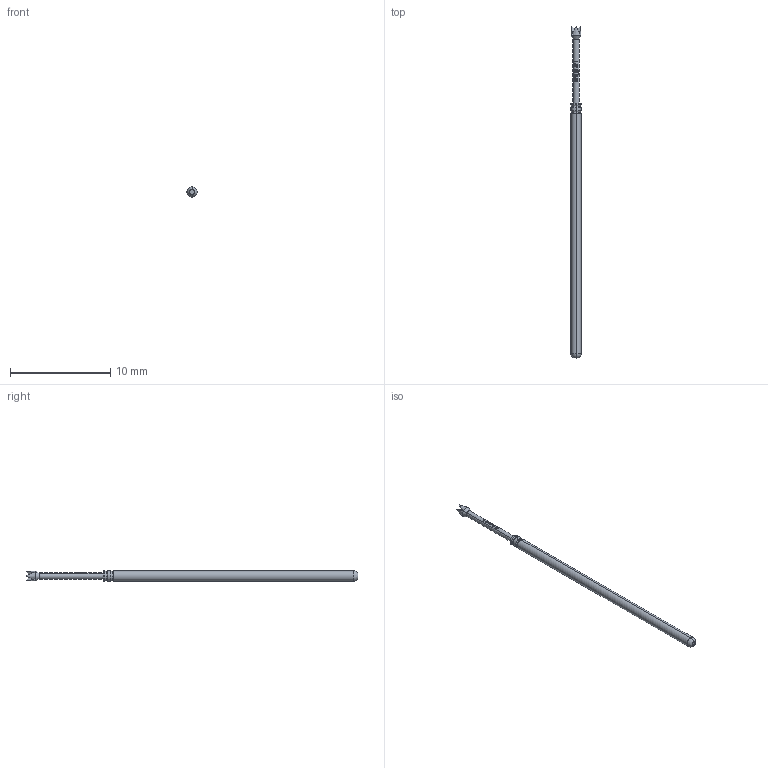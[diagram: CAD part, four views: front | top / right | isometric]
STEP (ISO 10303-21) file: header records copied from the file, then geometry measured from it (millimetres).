
FILE_DESCRIPTION (( 'STEP AP203' ), '1' );
FILE_NAME ('INGUN_GKS-075_214_080_A_xx00.STEP', '2021-09-22T05:33:09', ( 'ochi' ), ( '' ), 'SwSTEP 2.0', 'SolidWorks 2018', '' );
FILE_SCHEMA (( 'CONFIG_CONTROL_DESIGN' ));
Length unit declared in the file: millimetre
Products named in the file (1): INGUN_GKS-075_214_080_A_xx00
Bounding box: 1.02 x 33.1 x 1.02 mm (x, y, z)
Volume: 23.2 mm3; surface area: 99.8 mm2
Topology: 1 solids, 1 shells, 95 faces, 234 edges, 147 vertices
Faces by surface type: bspline 49, cone 18, torus 10, plane 10, cylinder 8
Entity records: 3797 total; most frequent: CARTESIAN_POINT 1948, ORIENTED_EDGE 468, EDGE_CURVE 234, DIRECTION 192, B_SPLINE_CURVE_WITH_KNOTS 164, VERTEX_POINT 147, EDGE_LOOP 101, ADVANCED_FACE 95
